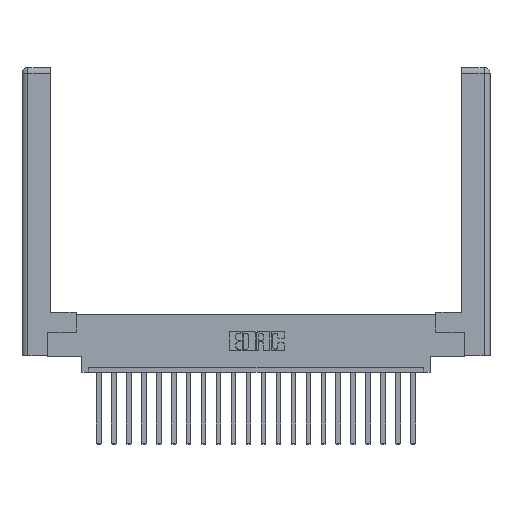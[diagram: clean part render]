
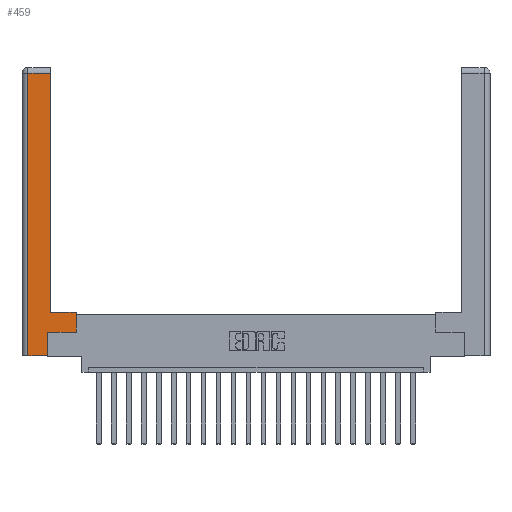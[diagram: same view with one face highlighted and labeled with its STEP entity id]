
A CAD part, top view. The second image highlights one B-rep face of the part: STEP entity #459.
In plain terms, the highlighted planar face has unit normal (0, 0, 1).
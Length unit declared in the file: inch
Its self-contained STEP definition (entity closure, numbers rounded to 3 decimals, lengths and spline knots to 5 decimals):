
#260 = DIRECTION ( 'NONE',  ( 0., 1., 0. ) ) ;
#459 = ADVANCED_FACE ( 'NONE', ( #18514 ), #3765, .F. ) ;
#956 = LINE ( 'NONE', #7623, #14933 ) ;
#1027 = EDGE_CURVE ( 'NONE', #18454, #9829, #15625, .T. ) ;
#1200 = CARTESIAN_POINT ( 'NONE',  ( 0.565, 0.45, 0. ) ) ;
#1280 = CARTESIAN_POINT ( 'NONE',  ( 0.0615, 0., 0. ) ) ;
#2431 = CARTESIAN_POINT ( 'NONE',  ( 0.565, 0.45, 0. ) ) ;
#2764 = VERTEX_POINT ( 'NONE', #19752 ) ;
#3086 = LINE ( 'NONE', #4302, #11102 ) ;
#3273 = LINE ( 'NONE', #1200, #9791 ) ;
#3765 = PLANE ( 'NONE',  #21054 ) ;
#4036 = EDGE_CURVE ( 'NONE', #18246, #8421, #956, .T. ) ;
#4045 = ORIENTED_EDGE ( 'NONE', *, *, #4098, .T. ) ;
#4098 = EDGE_CURVE ( 'NONE', #14796, #18246, #3273, .T. ) ;
#4288 = CARTESIAN_POINT ( 'NONE',  ( 0.265, 0., 0. ) ) ;
#4302 = CARTESIAN_POINT ( 'NONE',  ( 0.295, 3., 0. ) ) ;
#4457 = EDGE_CURVE ( 'NONE', #2764, #14796, #11320, .T. ) ;
#4697 = DIRECTION ( 'NONE',  ( 0., -1., 0. ) ) ;
#5476 = DIRECTION ( 'NONE',  ( -1., 0., 0. ) ) ;
#6055 = EDGE_LOOP ( 'NONE', ( #11966, #21511, #17496, #14378, #11770, #14681, #4045, #20346 ) ) ;
#6196 = CARTESIAN_POINT ( 'NONE',  ( 0.0615, 2.94, 0. ) ) ;
#6513 = DIRECTION ( 'NONE',  ( 1., 0., 0. ) ) ;
#6876 = EDGE_CURVE ( 'NONE', #17661, #2764, #13801, .T. ) ;
#6901 = EDGE_CURVE ( 'NONE', #9829, #16266, #15114, .T. ) ;
#7265 = CARTESIAN_POINT ( 'NONE',  ( 0., 0., 0. ) ) ;
#7623 = CARTESIAN_POINT ( 'NONE',  ( 0.295, 0.45, 0. ) ) ;
#7629 = CARTESIAN_POINT ( 'NONE',  ( 0.265, 0., 0. ) ) ;
#8421 = VERTEX_POINT ( 'NONE', #9351 ) ;
#8902 = VECTOR ( 'NONE', #15871, 39.37008 ) ;
#9351 = CARTESIAN_POINT ( 'NONE',  ( 0.295, 0.45, 0. ) ) ;
#9791 = VECTOR ( 'NONE', #17547, 39.37008 ) ;
#9829 = VERTEX_POINT ( 'NONE', #6196 ) ;
#11102 = VECTOR ( 'NONE', #17509, 39.37008 ) ;
#11320 = LINE ( 'NONE', #18253, #14172 ) ;
#11770 = ORIENTED_EDGE ( 'NONE', *, *, #6876, .T. ) ;
#11966 = ORIENTED_EDGE ( 'NONE', *, *, #15026, .T. ) ;
#12281 = EDGE_CURVE ( 'NONE', #16266, #17661, #16908, .T. ) ;
#13801 = LINE ( 'NONE', #20762, #18508 ) ;
#14172 = VECTOR ( 'NONE', #6513, 39.37008 ) ;
#14308 = CARTESIAN_POINT ( 'NONE',  ( 0.295, 2.94, 0. ) ) ;
#14378 = ORIENTED_EDGE ( 'NONE', *, *, #12281, .T. ) ;
#14681 = ORIENTED_EDGE ( 'NONE', *, *, #4457, .T. ) ;
#14796 = VERTEX_POINT ( 'NONE', #20134 ) ;
#14933 = VECTOR ( 'NONE', #16005, 39.37008 ) ;
#15026 = EDGE_CURVE ( 'NONE', #8421, #18454, #3086, .T. ) ;
#15096 = VECTOR ( 'NONE', #5476, 39.37008 ) ;
#15114 = LINE ( 'NONE', #1280, #15364 ) ;
#15252 = CARTESIAN_POINT ( 'NONE',  ( 0.0615, 2.94, 0. ) ) ;
#15351 = DIRECTION ( 'NONE',  ( -1., 0., 0. ) ) ;
#15364 = VECTOR ( 'NONE', #4697, 39.37008 ) ;
#15625 = LINE ( 'NONE', #15252, #15096 ) ;
#15871 = DIRECTION ( 'NONE',  ( 1., 0., 0. ) ) ;
#16005 = DIRECTION ( 'NONE',  ( -1., 0., 0. ) ) ;
#16266 = VERTEX_POINT ( 'NONE', #18791 ) ;
#16908 = LINE ( 'NONE', #4288, #8902 ) ;
#17107 = DIRECTION ( 'NONE',  ( 0., 0., -1. ) ) ;
#17496 = ORIENTED_EDGE ( 'NONE', *, *, #6901, .T. ) ;
#17509 = DIRECTION ( 'NONE',  ( 0., 1., 0. ) ) ;
#17547 = DIRECTION ( 'NONE',  ( 0., 1., 0. ) ) ;
#17661 = VERTEX_POINT ( 'NONE', #7629 ) ;
#18246 = VERTEX_POINT ( 'NONE', #2431 ) ;
#18253 = CARTESIAN_POINT ( 'NONE',  ( 0.565, 0.245, 0. ) ) ;
#18454 = VERTEX_POINT ( 'NONE', #14308 ) ;
#18508 = VECTOR ( 'NONE', #260, 39.37008 ) ;
#18514 = FACE_OUTER_BOUND ( 'NONE', #6055, .T. ) ;
#18791 = CARTESIAN_POINT ( 'NONE',  ( 0.0615, 0., 0. ) ) ;
#19752 = CARTESIAN_POINT ( 'NONE',  ( 0.265, 0.245, 0. ) ) ;
#20134 = CARTESIAN_POINT ( 'NONE',  ( 0.565, 0.245, 0. ) ) ;
#20346 = ORIENTED_EDGE ( 'NONE', *, *, #4036, .T. ) ;
#20762 = CARTESIAN_POINT ( 'NONE',  ( 0.265, 0.245, 0. ) ) ;
#21054 = AXIS2_PLACEMENT_3D ( 'NONE', #7265, #17107, #15351 ) ;
#21511 = ORIENTED_EDGE ( 'NONE', *, *, #1027, .T. ) ;
